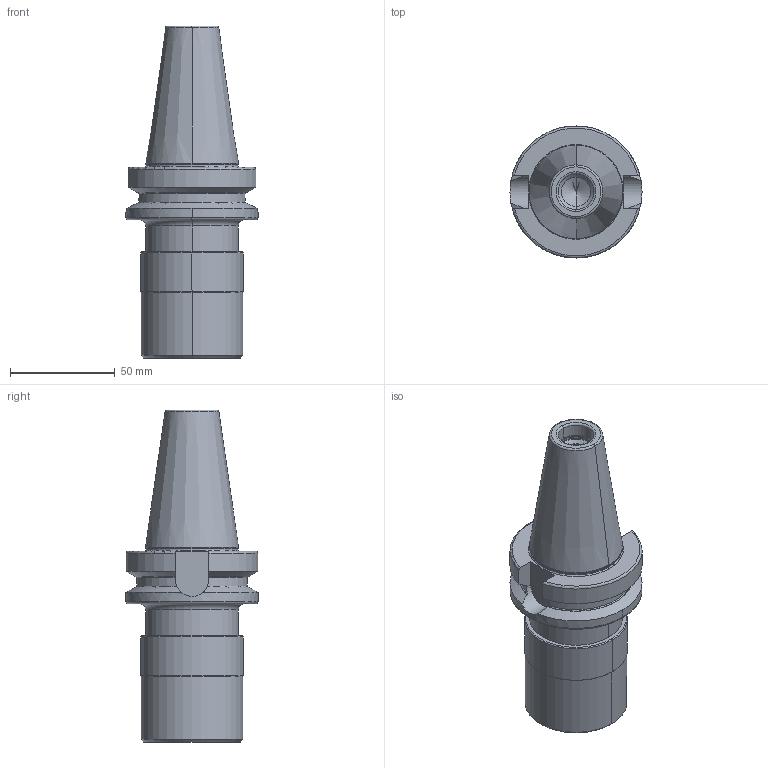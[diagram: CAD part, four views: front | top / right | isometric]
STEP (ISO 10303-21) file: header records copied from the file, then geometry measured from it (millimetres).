
FILE_DESCRIPTION((''),'2;1');
FILE_NAME('405_16_20_1','2020-11-09T',('103090'),(''),'CREO PARAMETRIC BY PTC INC, 2016260','CREO PARAMETRIC BY PTC INC, 2016260','');
FILE_SCHEMA(('CONFIG_CONTROL_DESIGN'));
Length unit declared in the file: millimetre
Products named in the file (1): 405_16_20_1
Bounding box: 63 x 63 x 158.4 mm (x, y, z)
Volume: 211505.8 mm3; surface area: 38223.7 mm2
Topology: 1 solids, 2 shells, 125 faces, 301 edges, 180 vertices
Faces by surface type: torus 36, cylinder 34, plane 27, cone 22, sphere 6
Entity records: 3898 total; most frequent: CARTESIAN_POINT 935, DIRECTION 665, ORIENTED_EDGE 584, EDGE_CURVE 292, AXIS2_PLACEMENT_3D 286, VERTEX_POINT 178, CIRCLE 158, EDGE_LOOP 134
